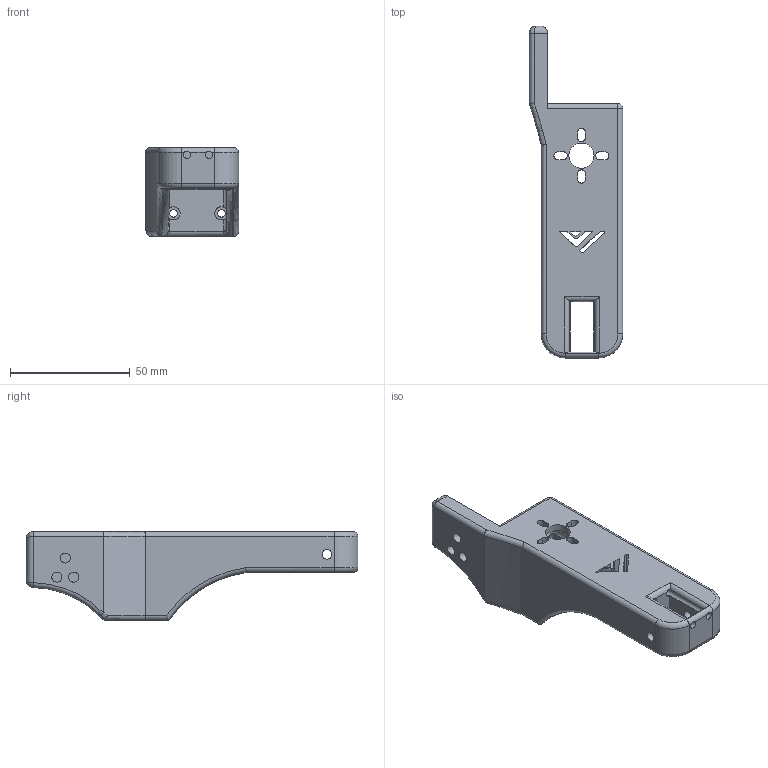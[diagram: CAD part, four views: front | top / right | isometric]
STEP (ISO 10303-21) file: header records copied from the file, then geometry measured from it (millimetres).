
FILE_DESCRIPTION(/* description */ (''),/* implementation_level */ '2;1');
FILE_NAME(/* name */ 'Triple Z Kinematic - 10mm Ball - Back.step',/* time_stamp */ '2023-02-21T09:15:17-05:00',/* author */ (''),/* organization */ (''),/* preprocessor_version */ 'ST-DEVELOPER v19.2',/* originating_system */ 'Autodesk Translation Framework v11.17.0.187',/* authorisation */ '');
FILE_SCHEMA (('AUTOMOTIVE_DESIGN { 1 0 10303 214 3 1 1 }'));
Length unit declared in the file: millimetre
Products named in the file (1): 400_Frame KinematicZ_Magnet_Z_12mm_fixed_rear
Bounding box: 39 x 138.61 x 37 mm (x, y, z)
Volume: 59056.6 mm3; surface area: 21659.4 mm2
Topology: 1 solids, 1 shells, 174 faces, 481 edges, 303 vertices
Faces by surface type: cylinder 80, plane 59, torus 21, bspline 11, sphere 3
Full cylindrical faces by diameter (mm): 3.05 x2, 3.2 x4, 4 x2, 4.2 x3, 5.5 x4, 10.5 x1
Entity records: 6768 total; most frequent: CARTESIAN_POINT 2279, ORIENTED_EDGE 952, DIRECTION 916, EDGE_CURVE 476, AXIS2_PLACEMENT_3D 356, VERTEX_POINT 303, EDGE_LOOP 207, LINE 204
